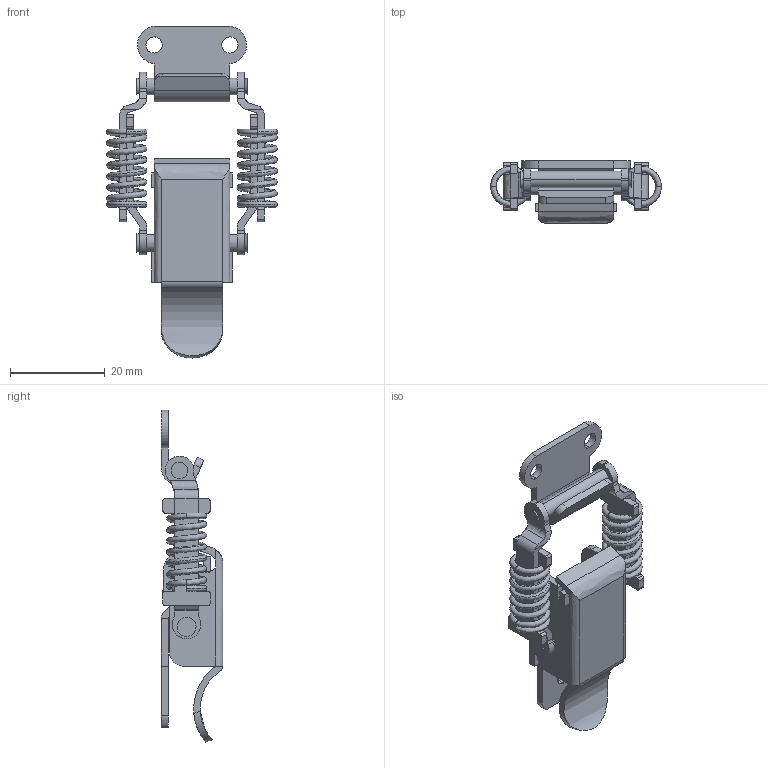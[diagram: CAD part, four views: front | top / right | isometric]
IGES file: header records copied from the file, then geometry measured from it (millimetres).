
Start section: ------------------------------------------------------------------------
Global section: file name: PC019.74820.TL_207SUS_2_376.igs; native system: spGate; preprocessor: ver19.8.4 (****-****-****-****); author: Unknown; organization: Unknown; date: 250424.183315; units: millimetre
Bounding box: 36 x 13 x 69.99 mm (x, y, z)
Volume: 4851.6 mm3; surface area: 8334.1 mm2
Topology: 7 solids, 7 shells, 254 faces, 684 edges, 452 vertices
Faces by surface type: bspline 254
